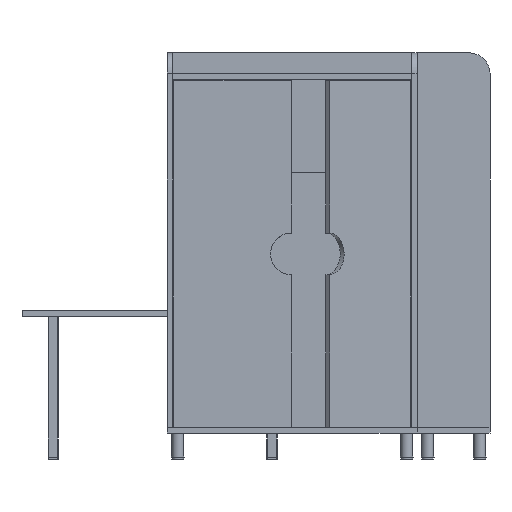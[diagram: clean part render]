
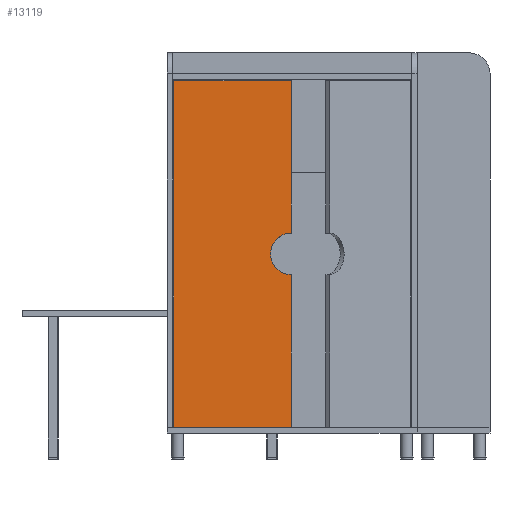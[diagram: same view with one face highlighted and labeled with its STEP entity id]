
A CAD part, left-side view. The second image highlights one B-rep face of the part: STEP entity #13119.
In plain terms, the highlighted free-form (B-spline) face has degree [1, 1] with [2, 2] control points.
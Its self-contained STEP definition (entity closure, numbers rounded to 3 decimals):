
#13075 = EDGE_CURVE('',#13076,#13078,#13080,.T.);
#13076 = VERTEX_POINT('',#13077);
#13077 = CARTESIAN_POINT('',(-4262.659,5.774,
    1097.783));
#13078 = VERTEX_POINT('',#13079);
#13079 = CARTESIAN_POINT('',(-4262.659,5.774,
    1386.483));
#13080 = ( BOUNDED_CURVE() B_SPLINE_CURVE(2,(#13081,#13082,#13083,#13084
,#13085),.UNSPECIFIED.,.F.,.F.) B_SPLINE_CURVE_WITH_KNOTS((3,2,3),(
    1.571,3.142,4.712),
.PIECEWISE_BEZIER_KNOTS.) CURVE() GEOMETRIC_REPRESENTATION_ITEM() 
RATIONAL_B_SPLINE_CURVE((1.,0.707,1.,0.707,1.)) 
REPRESENTATION_ITEM('') );
#13081 = CARTESIAN_POINT('',(-4262.659,5.774,
    1097.783));
#13082 = CARTESIAN_POINT('',(-4262.659,150.124,
    1097.783));
#13083 = CARTESIAN_POINT('',(-4262.659,150.124,
    1242.133));
#13084 = CARTESIAN_POINT('',(-4262.659,150.124,
    1386.483));
#13085 = CARTESIAN_POINT('',(-4262.659,5.774,
    1386.483));
#13119 = ADVANCED_FACE('',(#13120),#13156,.T.);
#13120 = FACE_BOUND('',#13121,.T.);
#13121 = EDGE_LOOP('',(#13122,#13123,#13130,#13137,#13144,#13151));
#13122 = ORIENTED_EDGE('',*,*,#13075,.T.);
#13123 = ORIENTED_EDGE('',*,*,#13124,.T.);
#13124 = EDGE_CURVE('',#13078,#13125,#13127,.T.);
#13125 = VERTEX_POINT('',#13126);
#13126 = CARTESIAN_POINT('',(-4262.659,5.774,
    2443.848));
#13127 = B_SPLINE_CURVE_WITH_KNOTS('',1,(#13128,#13129),.UNSPECIFIED.,
  .F.,.F.,(2,2),(932.5,1665.),.PIECEWISE_BEZIER_KNOTS.);
#13128 = CARTESIAN_POINT('',(-4262.659,5.774,
    1386.483));
#13129 = CARTESIAN_POINT('',(-4262.659,5.774,
    2443.848));
#13130 = ORIENTED_EDGE('',*,*,#13131,.T.);
#13131 = EDGE_CURVE('',#13125,#13132,#13134,.T.);
#13132 = VERTEX_POINT('',#13133);
#13133 = CARTESIAN_POINT('',(-4262.659,821.352,
    2443.848));
#13134 = B_SPLINE_CURVE_WITH_KNOTS('',1,(#13135,#13136),.UNSPECIFIED.,
  .F.,.F.,(2,2),(0.,565.),.PIECEWISE_BEZIER_KNOTS.);
#13135 = CARTESIAN_POINT('',(-4262.659,5.774,
    2443.848));
#13136 = CARTESIAN_POINT('',(-4262.659,821.352,
    2443.848));
#13137 = ORIENTED_EDGE('',*,*,#13138,.T.);
#13138 = EDGE_CURVE('',#13132,#13139,#13141,.T.);
#13139 = VERTEX_POINT('',#13140);
#13140 = CARTESIAN_POINT('',(-4262.659,821.352,
    40.418));
#13141 = B_SPLINE_CURVE_WITH_KNOTS('',1,(#13142,#13143),.UNSPECIFIED.,
  .F.,.F.,(2,2),(0.,1665.),.PIECEWISE_BEZIER_KNOTS.);
#13142 = CARTESIAN_POINT('',(-4262.659,821.352,
    2443.848));
#13143 = CARTESIAN_POINT('',(-4262.659,821.352,
    40.418));
#13144 = ORIENTED_EDGE('',*,*,#13145,.T.);
#13145 = EDGE_CURVE('',#13139,#13146,#13148,.T.);
#13146 = VERTEX_POINT('',#13147);
#13147 = CARTESIAN_POINT('',(-4262.659,5.774,
    40.418));
#13148 = B_SPLINE_CURVE_WITH_KNOTS('',1,(#13149,#13150),.UNSPECIFIED.,
  .F.,.F.,(2,2),(0.,565.),.PIECEWISE_BEZIER_KNOTS.);
#13149 = CARTESIAN_POINT('',(-4262.659,821.352,
    40.418));
#13150 = CARTESIAN_POINT('',(-4262.659,5.774,
    40.418));
#13151 = ORIENTED_EDGE('',*,*,#13152,.T.);
#13152 = EDGE_CURVE('',#13146,#13076,#13153,.T.);
#13153 = B_SPLINE_CURVE_WITH_KNOTS('',1,(#13154,#13155),.UNSPECIFIED.,
  .F.,.F.,(2,2),(0.,732.5),.PIECEWISE_BEZIER_KNOTS.);
#13154 = CARTESIAN_POINT('',(-4262.659,5.774,
    40.418));
#13155 = CARTESIAN_POINT('',(-4262.659,5.774,
    1097.783));
#13156 = B_SPLINE_SURFACE_WITH_KNOTS('',1,1,(
    (#13157,#13158)
    ,(#13159,#13160
    )),.UNSPECIFIED.,.F.,.F.,.F.,(2,2),(2,2),(-282.5,282.5),(-832.5,
    832.5),.PIECEWISE_BEZIER_KNOTS.);
#13157 = CARTESIAN_POINT('',(-4262.659,821.352,
    40.418));
#13158 = CARTESIAN_POINT('',(-4262.659,821.352,
    2443.848));
#13159 = CARTESIAN_POINT('',(-4262.659,5.774,
    40.418));
#13160 = CARTESIAN_POINT('',(-4262.659,5.774,
    2443.848));
